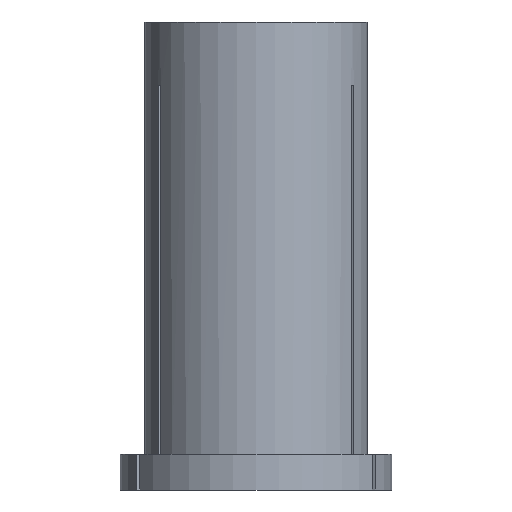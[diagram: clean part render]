
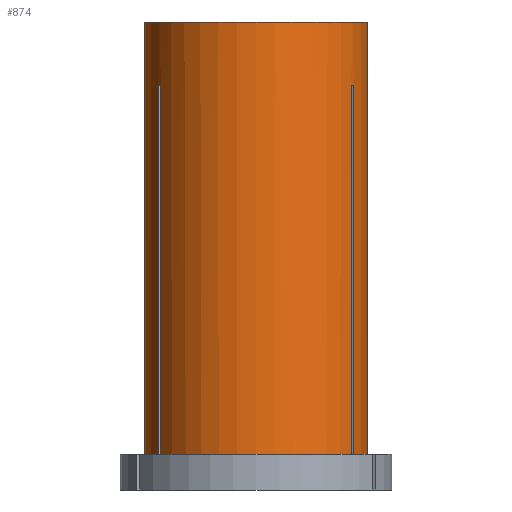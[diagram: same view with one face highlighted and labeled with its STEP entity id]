
A CAD part, front view. The second image highlights one B-rep face of the part: STEP entity #874.
In plain terms, the highlighted cylindrical face has radius 12.5 mm (diameter 25 mm), a partial arc.
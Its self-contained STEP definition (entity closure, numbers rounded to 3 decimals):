
#13 = DIRECTION ( 'NONE',  ( 0., 0., 1. ) ) ;
#38 = LINE ( 'NONE', #322, #1498 ) ;
#40 = LINE ( 'NONE', #125, #277 ) ;
#42 = CARTESIAN_POINT ( 'NONE',  ( 10.972, -5.988, -7.094 ) ) ;
#54 = DIRECTION ( 'NONE',  ( 1., 0., 0. ) ) ;
#95 = DIRECTION ( 'NONE',  ( 0., 0., 1. ) ) ;
#96 = VERTEX_POINT ( 'NONE', #1531 ) ;
#102 = ORIENTED_EDGE ( 'NONE', *, *, #205, .T. ) ;
#106 = DIRECTION ( 'NONE',  ( 0., 0., 1. ) ) ;
#122 = AXIS2_PLACEMENT_3D ( 'NONE', #449, #1143, #871 ) ;
#125 = CARTESIAN_POINT ( 'NONE',  ( -10.672, -6.508, 0. ) ) ;
#134 = CARTESIAN_POINT ( 'NONE',  ( 10.972, -5.988, -7.094 ) ) ;
#151 = ORIENTED_EDGE ( 'NONE', *, *, #732, .T. ) ;
#152 = VERTEX_POINT ( 'NONE', #1438 ) ;
#187 = DIRECTION ( 'NONE',  ( 0., 0., 1. ) ) ;
#195 = EDGE_LOOP ( 'NONE', ( #1461, #1295, #788, #730, #576, #1049, #785, #151, #1389, #1503, #102, #1170 ) ) ;
#205 = EDGE_CURVE ( 'NONE', #533, #1428, #778, .T. ) ;
#223 = CARTESIAN_POINT ( 'NONE',  ( 0., 0., -48.5 ) ) ;
#262 = AXIS2_PLACEMENT_3D ( 'NONE', #670, #106, #369 ) ;
#277 = VECTOR ( 'NONE', #859, 1000. ) ;
#299 = VERTEX_POINT ( 'NONE', #1159 ) ;
#322 = CARTESIAN_POINT ( 'NONE',  ( -12.5, 0., 0. ) ) ;
#352 = CARTESIAN_POINT ( 'NONE',  ( 12.5, 0., 0. ) ) ;
#369 = DIRECTION ( 'NONE',  ( 1., 0., 0. ) ) ;
#384 = LINE ( 'NONE', #1260, #863 ) ;
#393 = EDGE_CURVE ( 'NONE', #1336, #152, #384, .T. ) ;
#399 = VECTOR ( 'NONE', #1279, 1000. ) ;
#417 = EDGE_CURVE ( 'NONE', #299, #533, #992, .T. ) ;
#441 = CIRCLE ( 'NONE', #1282, 12.5 ) ;
#449 = CARTESIAN_POINT ( 'NONE',  ( 0., 0., 0. ) ) ;
#450 = EDGE_CURVE ( 'NONE', #1212, #1428, #798, .T. ) ;
#452 = DIRECTION ( 'NONE',  ( 0., 0., 1. ) ) ;
#468 = VECTOR ( 'NONE', #13, 1000. ) ;
#525 = CARTESIAN_POINT ( 'NONE',  ( -10.724, -6.422, -7.093 ) ) ;
#527 = CARTESIAN_POINT ( 'NONE',  ( -10.672, -6.508, -48.5 ) ) ;
#533 = VERTEX_POINT ( 'NONE', #1316 ) ;
#537 = CARTESIAN_POINT ( 'NONE',  ( -12.5, 0., 0. ) ) ;
#561 = CARTESIAN_POINT ( 'NONE',  ( 10.826, -6.251, -7.092 ) ) ;
#576 = ORIENTED_EDGE ( 'NONE', *, *, #674, .F. ) ;
#615 = CARTESIAN_POINT ( 'NONE',  ( 12.5, 0., 0. ) ) ;
#670 = CARTESIAN_POINT ( 'NONE',  ( 0., 0., -48.5 ) ) ;
#672 = DIRECTION ( 'NONE',  ( 0., 0., 1. ) ) ;
#674 = EDGE_CURVE ( 'NONE', #918, #972, #40, .T. ) ;
#730 = ORIENTED_EDGE ( 'NONE', *, *, #1217, .T. ) ;
#732 = EDGE_CURVE ( 'NONE', #152, #901, #1098, .T. ) ;
#748 = VERTEX_POINT ( 'NONE', #1356 ) ;
#754 = CARTESIAN_POINT ( 'NONE',  ( -10.827, -6.25, -7.092 ) ) ;
#778 = LINE ( 'NONE', #615, #468 ) ;
#785 = ORIENTED_EDGE ( 'NONE', *, *, #393, .T. ) ;
#788 = ORIENTED_EDGE ( 'NONE', *, *, #1454, .T. ) ;
#798 = CIRCLE ( 'NONE', #998, 12.5 ) ;
#842 = CARTESIAN_POINT ( 'NONE',  ( 10.924, -6.076, -7.093 ) ) ;
#859 = DIRECTION ( 'NONE',  ( 0., 0., 1. ) ) ;
#860 = CARTESIAN_POINT ( 'NONE',  ( -10.972, -5.988, -7.094 ) ) ;
#862 = VECTOR ( 'NONE', #1390, 1000. ) ;
#863 = VECTOR ( 'NONE', #1413, 1000. ) ;
#871 = DIRECTION ( 'NONE',  ( 1., 0., 0. ) ) ;
#874 = ADVANCED_FACE ( 'NONE', ( #1076 ), #1042, .T. ) ;
#890 = CARTESIAN_POINT ( 'NONE',  ( -10.672, -6.508, -7.094 ) ) ;
#899 = LINE ( 'NONE', #1073, #862 ) ;
#901 = VERTEX_POINT ( 'NONE', #134 ) ;
#909 = CARTESIAN_POINT ( 'NONE',  ( 10.724, -6.423, -7.093 ) ) ;
#918 = VERTEX_POINT ( 'NONE', #527 ) ;
#930 = EDGE_CURVE ( 'NONE', #96, #748, #441, .T. ) ;
#941 = VERTEX_POINT ( 'NONE', #1415 ) ;
#972 = VERTEX_POINT ( 'NONE', #890 ) ;
#992 = CIRCLE ( 'NONE', #262, 12.5 ) ;
#998 = AXIS2_PLACEMENT_3D ( 'NONE', #1247, #452, #1071 ) ;
#1040 = LINE ( 'NONE', #1192, #399 ) ;
#1042 = CYLINDRICAL_SURFACE ( 'NONE', #122, 12.5 ) ;
#1047 = EDGE_CURVE ( 'NONE', #299, #901, #899, .T. ) ;
#1049 = ORIENTED_EDGE ( 'NONE', *, *, #1138, .T. ) ;
#1071 = DIRECTION ( 'NONE',  ( 1., 0., 0. ) ) ;
#1073 = CARTESIAN_POINT ( 'NONE',  ( 10.972, -5.988, 0. ) ) ;
#1076 = FACE_OUTER_BOUND ( 'NONE', #195, .T. ) ;
#1096 = CIRCLE ( 'NONE', #1436, 12.5 ) ;
#1098 = B_SPLINE_CURVE_WITH_KNOTS ( 'NONE', 3,
 ( #1514, #909, #561, #842, #42 ),
 .UNSPECIFIED., .F., .F.,
 ( 4, 1, 4 ),
 ( 0.074, 0.074, 0.075 ),
 .UNSPECIFIED. ) ;
#1137 = B_SPLINE_CURVE_WITH_KNOTS ( 'NONE', 3,
 ( #860, #1495, #754, #525, #1232 ),
 .UNSPECIFIED., .F., .F.,
 ( 4, 1, 4 ),
 ( 0.068, 0.068, 0.068 ),
 .UNSPECIFIED. ) ;
#1138 = EDGE_CURVE ( 'NONE', #918, #1336, #1096, .T. ) ;
#1143 = DIRECTION ( 'NONE',  ( 0., 0., 1. ) ) ;
#1159 = CARTESIAN_POINT ( 'NONE',  ( 10.972, -5.988, -48.5 ) ) ;
#1170 = ORIENTED_EDGE ( 'NONE', *, *, #450, .F. ) ;
#1192 = CARTESIAN_POINT ( 'NONE',  ( -10.972, -5.988, 0. ) ) ;
#1212 = VERTEX_POINT ( 'NONE', #537 ) ;
#1217 = EDGE_CURVE ( 'NONE', #941, #972, #1137, .T. ) ;
#1232 = CARTESIAN_POINT ( 'NONE',  ( -10.672, -6.508, -7.094 ) ) ;
#1242 = CARTESIAN_POINT ( 'NONE',  ( 0., 0., -48.5 ) ) ;
#1247 = CARTESIAN_POINT ( 'NONE',  ( 0., 0., 0. ) ) ;
#1260 = CARTESIAN_POINT ( 'NONE',  ( 10.672, -6.508, 0. ) ) ;
#1279 = DIRECTION ( 'NONE',  ( 0., 0., 1. ) ) ;
#1282 = AXIS2_PLACEMENT_3D ( 'NONE', #223, #672, #54 ) ;
#1295 = ORIENTED_EDGE ( 'NONE', *, *, #930, .T. ) ;
#1316 = CARTESIAN_POINT ( 'NONE',  ( 12.5, 0., -48.5 ) ) ;
#1336 = VERTEX_POINT ( 'NONE', #1417 ) ;
#1349 = EDGE_CURVE ( 'NONE', #96, #1212, #38, .T. ) ;
#1356 = CARTESIAN_POINT ( 'NONE',  ( -10.972, -5.988, -48.5 ) ) ;
#1368 = DIRECTION ( 'NONE',  ( 1., 0., 0. ) ) ;
#1389 = ORIENTED_EDGE ( 'NONE', *, *, #1047, .F. ) ;
#1390 = DIRECTION ( 'NONE',  ( 0., 0., 1. ) ) ;
#1413 = DIRECTION ( 'NONE',  ( 0., 0., 1. ) ) ;
#1415 = CARTESIAN_POINT ( 'NONE',  ( -10.972, -5.988, -7.094 ) ) ;
#1417 = CARTESIAN_POINT ( 'NONE',  ( 10.672, -6.508, -48.5 ) ) ;
#1428 = VERTEX_POINT ( 'NONE', #352 ) ;
#1436 = AXIS2_PLACEMENT_3D ( 'NONE', #1242, #187, #1368 ) ;
#1438 = CARTESIAN_POINT ( 'NONE',  ( 10.672, -6.508, -7.094 ) ) ;
#1454 = EDGE_CURVE ( 'NONE', #748, #941, #1040, .T. ) ;
#1461 = ORIENTED_EDGE ( 'NONE', *, *, #1349, .F. ) ;
#1495 = CARTESIAN_POINT ( 'NONE',  ( -10.924, -6.076, -7.093 ) ) ;
#1498 = VECTOR ( 'NONE', #95, 1000. ) ;
#1503 = ORIENTED_EDGE ( 'NONE', *, *, #417, .T. ) ;
#1514 = CARTESIAN_POINT ( 'NONE',  ( 10.672, -6.508, -7.094 ) ) ;
#1531 = CARTESIAN_POINT ( 'NONE',  ( -12.5, 0., -48.5 ) ) ;
